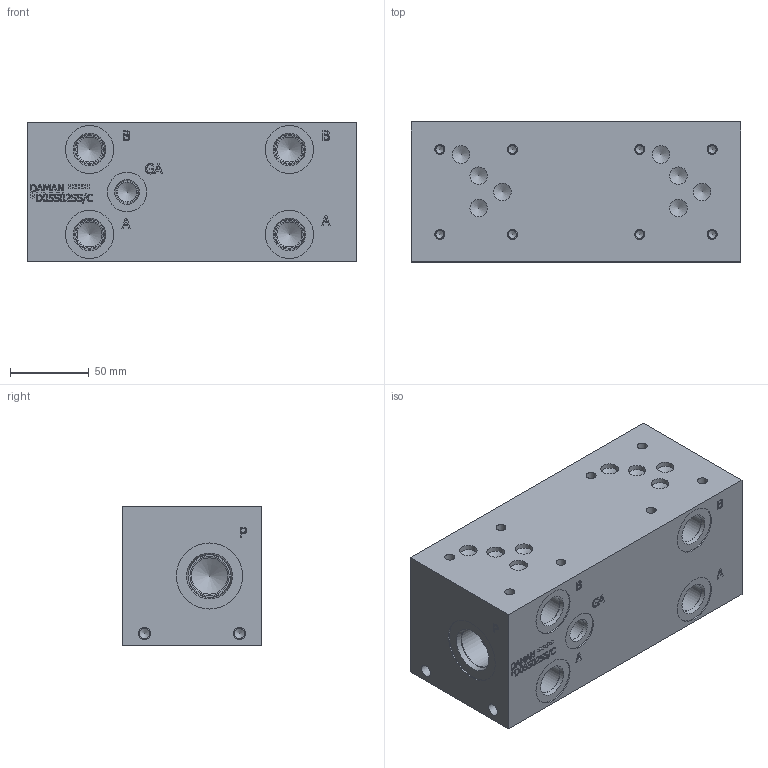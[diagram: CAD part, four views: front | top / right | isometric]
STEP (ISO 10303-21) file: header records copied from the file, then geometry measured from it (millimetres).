
FILE_DESCRIPTION(/* description */ (''),/* implementation_level */ '2;1');
FILE_NAME(/* name */ '_D05S025S_C.stp',/* time_stamp */ '2021-07-13T11:03:59-04:00',/* author */ ('anthonyv'),/* organization */ (''),/* preprocessor_version */ 'ST-DEVELOPER v18.1',/* originating_system */ 'Autodesk Inventor 2021',/* authorisation */ '');
FILE_SCHEMA (('AUTOMOTIVE_DESIGN { 1 0 10303 214 3 1 1 }'));
Length unit declared in the file: millimetre
Products named in the file (1): Part_AD05S025S_C_3D
Bounding box: 209.55 x 88.9 x 88.9 mm (x, y, z)
Volume: 1566240.1 mm3; surface area: 109889.4 mm2
Topology: 1 solids, 1 shells, 638 faces, 1751 edges, 1184 vertices
Faces by surface type: plane 335, bspline 175, cylinder 74, cone 54
Full cylindrical faces by diameter (mm): 5.105 x8, 6.35 x8, 6.528 x4, 7.925 x4, 11.125 x9, 12.294 x1, 12.9 x1, 14.275 x1, 14.29 x1, 14.529 x1, 15.875 x4, 15.9 x1, 17.501 x4, 19.05 x4, 19.253 x4, 20.62 x1, 22.23 x1, 22.54 x1, 23.012 x2, 24.917 x2, 25.019 x1, 26.99 x2, 27.432 x2, 30.16 x1, 30.632 x4, 42.037 x1
Entity records: 21569 total; most frequent: CARTESIAN_POINT 5821, ORIENTED_EDGE 3446, DIRECTION 2579, EDGE_CURVE 1723, VERTEX_POINT 1184, LINE 1095, VECTOR 1095, AXIS2_PLACEMENT_3D 742
